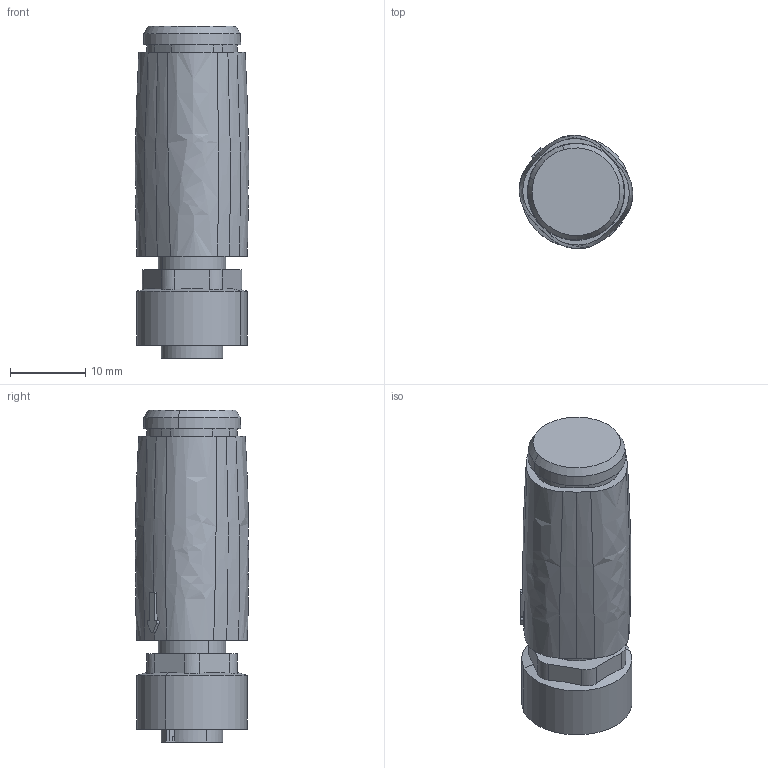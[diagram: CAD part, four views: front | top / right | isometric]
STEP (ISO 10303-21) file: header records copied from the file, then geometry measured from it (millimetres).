
FILE_DESCRIPTION(('Open CASCADE Model'),'2;1');
FILE_NAME ('1489557-9_0', '2026-01-12T09:37:49', ('Author'), ('Weidmueller'), 'Open CASCADE STEP processor 7.7', 'Open CASCADE 7.7', 'none');
FILE_SCHEMA(('AUTOMOTIVE_DESIGN { 1 0 10303 214 1 1 1 1 }'));
Length unit declared in the file: millimetre
Products named in the file (1): 2956780000
Bounding box: 15.05 x 15.05 x 44 mm (x, y, z)
Volume: 6113.3 mm3; surface area: 3531.4 mm2
Topology: 1 solids, 2 shells, 321 faces, 771 edges, 474 vertices
Faces by surface type: plane 99, cylinder 93, bspline 68, cone 40, torus 16, revolution 5
Entity records: 18621 total; most frequent: CARTESIAN_POINT 7761, ORIENTED_EDGE 1542, DIRECTION 1300, EDGE_CURVE 771, AXIS2_PLACEMENT_3D 496, VERTEX_POINT 474, PRESENTATION_STYLE_ASSIGNMENT 427, SURFACE_STYLE_USAGE 427
